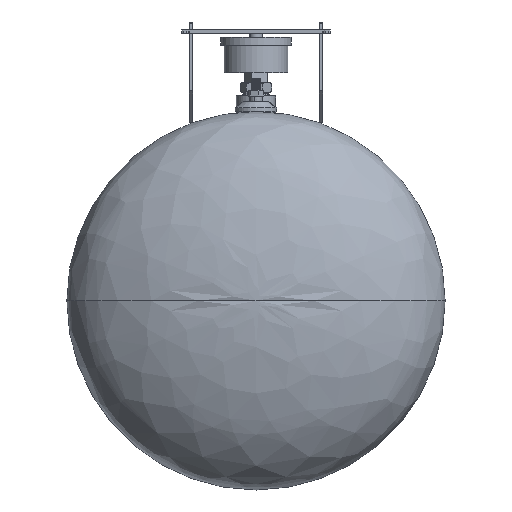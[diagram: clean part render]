
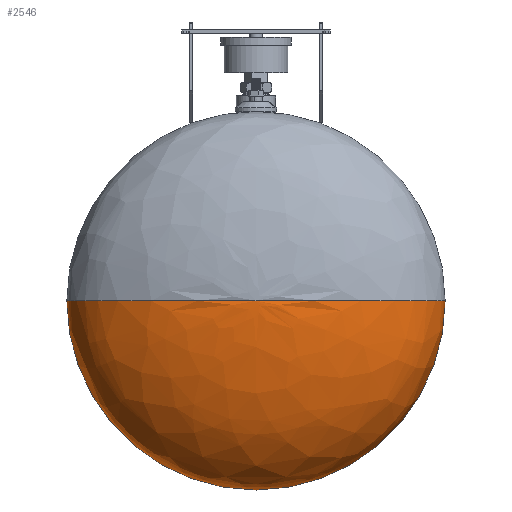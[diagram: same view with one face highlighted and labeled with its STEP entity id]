
A CAD part, front view. The second image highlights one B-rep face of the part: STEP entity #2546.
In plain terms, the highlighted free-form (B-spline) face has degree [3, 3] with [4, 4] control points.
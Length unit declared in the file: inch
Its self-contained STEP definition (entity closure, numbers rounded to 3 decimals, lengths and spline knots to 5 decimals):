
#156 = DIRECTION ( 'NONE',  ( 0., 0., -1. ) ) ;
#487 = ORIENTED_EDGE ( 'NONE', *, *, #4570, .T. ) ;
#2181 = ORIENTED_EDGE ( 'NONE', *, *, #25646, .F. ) ;
#2546 = ADVANCED_FACE ( 'NONE', ( #28861 ), #27184, .F. ) ;
#2572 = CARTESIAN_POINT ( 'NONE',  ( 6., 2.79886, 12. ) ) ;
#2665 = EDGE_CURVE ( 'NONE', #7728, #31119, #4748, .T. ) ;
#4570 = EDGE_CURVE ( 'NONE', #7717, #24300, #33994, .T. ) ;
#4748 = CIRCLE ( 'NONE', #22487, 6. ) ;
#7717 = VERTEX_POINT ( 'NONE', #9171 ) ;
#7728 = VERTEX_POINT ( 'NONE', #19102 ) ;
#7794 = DIRECTION ( 'NONE',  ( 0., 0., -1. ) ) ;
#8533 = CARTESIAN_POINT ( 'NONE',  ( 3.51472, 4.062, 0. ) ) ;
#8734 = CARTESIAN_POINT ( 'NONE',  ( -3.51472, 4.062, 7.02944 ) ) ;
#9171 = CARTESIAN_POINT ( 'NONE',  ( 0., 4.062, 0. ) ) ;
#10040 = ORIENTED_EDGE ( 'NONE', *, *, #15789, .F. ) ;
#11008 = CARTESIAN_POINT ( 'NONE',  ( -6., 1.0125, 0. ) ) ;
#11534 = CARTESIAN_POINT ( 'NONE',  ( 3.51472, 4.062, 7.02944 ) ) ;
#13571 = CARTESIAN_POINT ( 'NONE',  ( 0., 4.062, 0. ) ) ;
#13652 = AXIS2_PLACEMENT_3D ( 'NONE', #22893, #26263, #7794 ) ;
#14705 = CARTESIAN_POINT ( 'NONE',  ( 6., 1.0125, 0. ) ) ;
#14819 = CARTESIAN_POINT ( 'NONE',  ( 6., 2.79886, 0. ) ) ;
#15789 = EDGE_CURVE ( 'NONE', #31119, #24300, #25067, .T. ) ;
#15933 = EDGE_LOOP ( 'NONE', ( #2181, #487, #10040, #33409 ) ) ;
#16557 = CARTESIAN_POINT ( 'NONE',  ( 0., 4.062, 0. ) ) ;
#17412 = CARTESIAN_POINT ( 'NONE',  ( 3.51472, 4.062, 0. ) ) ;
#17692 = CARTESIAN_POINT ( 'NONE',  ( -6., 2.79886, 0. ) ) ;
#19102 = CARTESIAN_POINT ( 'NONE',  ( 6., 1.0125, 0. ) ) ;
#20651 = CARTESIAN_POINT ( 'NONE',  ( 6., 2.79886, 0. ) ) ;
#21403 = CARTESIAN_POINT ( 'NONE',  ( 0., 4.062, 0. ) ) ;
#22487 = AXIS2_PLACEMENT_3D ( 'NONE', #30192, #36127, #156 ) ;
#22697 = CARTESIAN_POINT ( 'NONE',  ( -6., 1.0125, 12. ) ) ;
#22893 = CARTESIAN_POINT ( 'NONE',  ( 0., 1.0125, 0. ) ) ;
#22895 = CARTESIAN_POINT ( 'NONE',  ( -3.51472, 4.062, 0. ) ) ;
#23375 = CARTESIAN_POINT ( 'NONE',  ( 6., 1.0125, 0. ) ) ;
#24149 =( BOUNDED_CURVE ( )  B_SPLINE_CURVE ( 3, ( #36051, #17412, #14819, #23375 ),
 .UNSPECIFIED., .F., .T. ) 
 B_SPLINE_CURVE_WITH_KNOTS ( ( 4, 4 ),
 ( 1.5708, 3.14159 ),
 .UNSPECIFIED. ) 
 CURVE ( )  GEOMETRIC_REPRESENTATION_ITEM ( )  RATIONAL_B_SPLINE_CURVE ( ( 1., 0.805, 0.805, 1. ) ) 
 REPRESENTATION_ITEM ( '' )  );
#24300 = VERTEX_POINT ( 'NONE', #11008 ) ;
#24369 = CARTESIAN_POINT ( 'NONE',  ( -6., 2.79886, 0. ) ) ;
#24761 = CARTESIAN_POINT ( 'NONE',  ( -3.51472, 4.062, 0. ) ) ;
#25067 = CIRCLE ( 'NONE', #13652, 6. ) ;
#25646 = EDGE_CURVE ( 'NONE', #7717, #7728, #24149, .T. ) ;
#26263 = DIRECTION ( 'NONE',  ( 0., -1., 0. ) ) ;
#26819 = CARTESIAN_POINT ( 'NONE',  ( 0., 4.062, 0. ) ) ;
#27184 =( BOUNDED_SURFACE ( )  B_SPLINE_SURFACE ( 3, 3, ( 
 ( #13571, #26819, #35737, #16557 ),
 ( #8533, #11534, #8734, #22895 ),
 ( #20651, #2572, #39099, #17692 ),
 ( #14705, #32955, #22697, #34602 ) ),
 .UNSPECIFIED., .F., .F., .F. ) 
 B_SPLINE_SURFACE_WITH_KNOTS ( ( 4, 4 ),
 ( 4, 4 ),
 ( 0., 1. ),
 ( 0., 1. ),
 .UNSPECIFIED. ) 
 GEOMETRIC_REPRESENTATION_ITEM ( )  RATIONAL_B_SPLINE_SURFACE ( (
 ( 1., 0.333, 0.333, 1.),
 ( 0.805, 0.268, 0.268, 0.805),
 ( 0.805, 0.268, 0.268, 0.805),
 ( 1., 0.333, 0.333, 1.) ) ) 
 REPRESENTATION_ITEM ( '' )  SURFACE ( )  );
#28861 = FACE_OUTER_BOUND ( 'NONE', #15933, .T. ) ;
#30192 = CARTESIAN_POINT ( 'NONE',  ( 0., 1.0125, 0. ) ) ;
#31119 = VERTEX_POINT ( 'NONE', #36757 ) ;
#32955 = CARTESIAN_POINT ( 'NONE',  ( 6., 1.0125, 12. ) ) ;
#33409 = ORIENTED_EDGE ( 'NONE', *, *, #2665, .F. ) ;
#33994 =( BOUNDED_CURVE ( )  B_SPLINE_CURVE ( 3, ( #21403, #24761, #24369, #36864 ),
 .UNSPECIFIED., .F., .T. ) 
 B_SPLINE_CURVE_WITH_KNOTS ( ( 4, 4 ),
 ( 1.5708, 3.14159 ),
 .UNSPECIFIED. ) 
 CURVE ( )  GEOMETRIC_REPRESENTATION_ITEM ( )  RATIONAL_B_SPLINE_CURVE ( ( 1., 0.805, 0.805, 1. ) ) 
 REPRESENTATION_ITEM ( '' )  );
#34602 = CARTESIAN_POINT ( 'NONE',  ( -6., 1.0125, 0. ) ) ;
#35737 = CARTESIAN_POINT ( 'NONE',  ( 0., 4.062, 0. ) ) ;
#36051 = CARTESIAN_POINT ( 'NONE',  ( 0., 4.062, 0. ) ) ;
#36127 = DIRECTION ( 'NONE',  ( 0., -1., 0. ) ) ;
#36757 = CARTESIAN_POINT ( 'NONE',  ( 0., 1.0125, 6. ) ) ;
#36864 = CARTESIAN_POINT ( 'NONE',  ( -6., 1.0125, 0. ) ) ;
#39099 = CARTESIAN_POINT ( 'NONE',  ( -6., 2.79886, 12. ) ) ;
